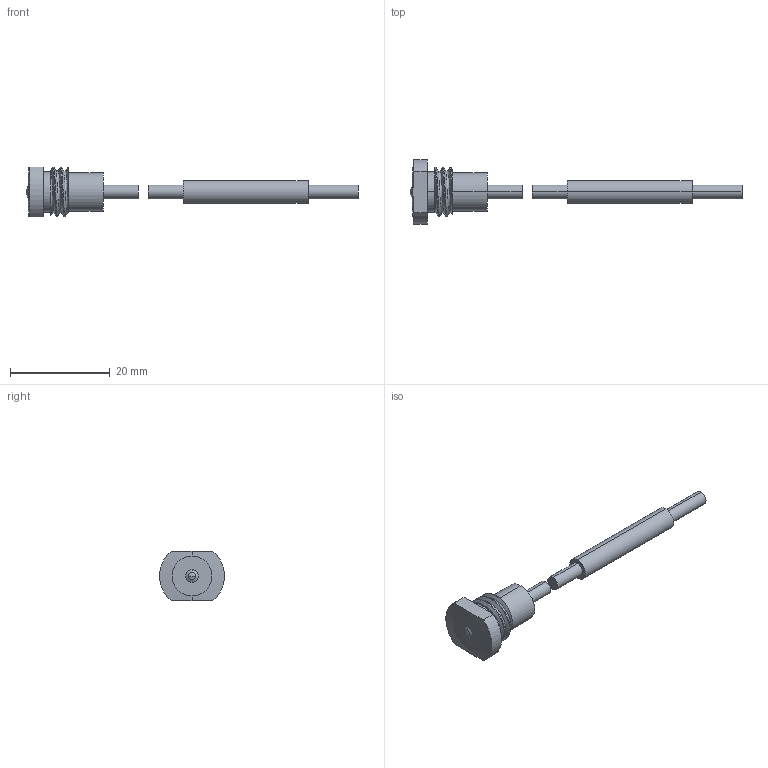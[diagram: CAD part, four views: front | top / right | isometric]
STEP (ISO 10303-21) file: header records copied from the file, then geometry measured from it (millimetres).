
FILE_DESCRIPTION (( 'STEP AP203' ), '1' );
FILE_NAME ('STM34A-L.STEP', '2017-11-24T01:24:55', ( '' ), ( '' ), 'SwSTEP 2.0', 'SolidWorks 2017', '' );
FILE_SCHEMA (( 'CONFIG_CONTROL_DESIGN' ));
Length unit declared in the file: millimetre
Products named in the file (1): STM34A-L
Bounding box: 66.5 x 12.96 x 10 mm (x, y, z)
Volume: 1528.6 mm3; surface area: 1335.1 mm2
Topology: 2 solids, 2 shells, 41 faces, 91 edges, 61 vertices
Faces by surface type: cylinder 20, plane 12, cone 4, bspline 3, sphere 2
Entity records: 2025 total; most frequent: CARTESIAN_POINT 1061, DIRECTION 187, ORIENTED_EDGE 182, EDGE_CURVE 91, AXIS2_PLACEMENT_3D 80, VERTEX_POINT 61, EDGE_LOOP 48, ADVANCED_FACE 41
